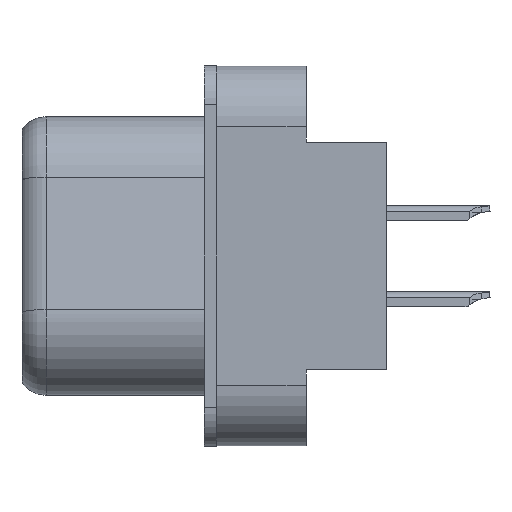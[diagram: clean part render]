
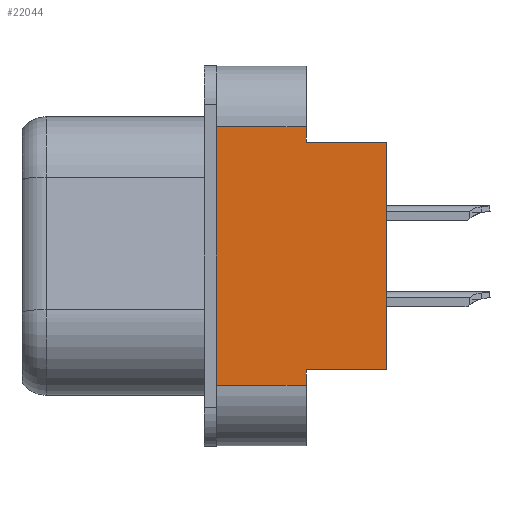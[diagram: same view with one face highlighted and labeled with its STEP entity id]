
A CAD part, left-side view. The second image highlights one B-rep face of the part: STEP entity #22044.
In plain terms, the highlighted planar face has unit normal (-1, 0, 0).
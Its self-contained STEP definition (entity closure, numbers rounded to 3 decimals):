
#4703=DIRECTION('',(0.,-1.,0.));
#4704=VECTOR('',#4703,2.65);
#4705=CARTESIAN_POINT('',(-15.4,2.65,-3.75));
#4706=LINE('',#4705,#4704);
#7869=DIRECTION('',(0.,0.,1.));
#7870=VECTOR('',#7869,8.5);
#7871=CARTESIAN_POINT('',(-15.4,5.6,-4.25));
#7872=LINE('',#7871,#7870);
#7873=DIRECTION('',(0.,0.,-1.));
#7874=VECTOR('',#7873,0.5);
#7875=CARTESIAN_POINT('',(-15.4,2.65,4.25));
#7876=LINE('',#7875,#7874);
#7877=DIRECTION('',(0.,-1.,0.));
#7878=VECTOR('',#7877,2.65);
#7879=CARTESIAN_POINT('',(-15.4,2.65,3.75));
#7880=LINE('',#7879,#7878);
#7881=DIRECTION('',(0.,0.,-1.));
#7882=VECTOR('',#7881,7.5);
#7883=CARTESIAN_POINT('',(-15.4,0.,3.75));
#7884=LINE('',#7883,#7882);
#7885=DIRECTION('',(0.,0.,-1.));
#7886=VECTOR('',#7885,0.5);
#7887=CARTESIAN_POINT('',(-15.4,2.65,-3.75));
#7888=LINE('',#7887,#7886);
#7898=DIRECTION('',(0.,1.,0.));
#7899=VECTOR('',#7898,2.95);
#7900=CARTESIAN_POINT('',(-15.4,2.65,4.25));
#7901=LINE('',#7900,#7899);
#8387=DIRECTION('',(0.,-1.,0.));
#8388=VECTOR('',#8387,2.95);
#8389=CARTESIAN_POINT('',(-15.4,5.6,-4.25));
#8390=LINE('',#8389,#8388);
#8565=CARTESIAN_POINT('',(-15.4,0.,-3.75));
#8566=VERTEX_POINT('',#8565);
#8567=CARTESIAN_POINT('',(-15.4,0.,3.75));
#8568=VERTEX_POINT('',#8567);
#8611=CARTESIAN_POINT('',(-15.4,2.65,3.75));
#8612=VERTEX_POINT('',#8611);
#8613=CARTESIAN_POINT('',(-15.4,2.65,4.25));
#8614=VERTEX_POINT('',#8613);
#8671=CARTESIAN_POINT('',(-15.4,2.65,-4.25));
#8672=VERTEX_POINT('',#8671);
#8673=CARTESIAN_POINT('',(-15.4,2.65,-3.75));
#8674=VERTEX_POINT('',#8673);
#9859=CARTESIAN_POINT('',(-15.4,5.6,-4.25));
#9860=VERTEX_POINT('',#9859);
#9861=CARTESIAN_POINT('',(-15.4,5.6,4.25));
#9862=VERTEX_POINT('',#9861);
#22024=CARTESIAN_POINT('',(-15.4,0.,-6.25));
#22025=DIRECTION('',(-1.,0.,0.));
#22026=DIRECTION('',(0.,0.,1.));
#22027=AXIS2_PLACEMENT_3D('',#22024,#22025,#22026);
#22028=PLANE('',#22027);
#22029=ORIENTED_EDGE('',*,*,#17509,.T.);
#22031=ORIENTED_EDGE('',*,*,#22030,.F.);
#22033=ORIENTED_EDGE('',*,*,#22032,.T.);
#22035=ORIENTED_EDGE('',*,*,#22034,.T.);
#22036=ORIENTED_EDGE('',*,*,#22004,.T.);
#22037=ORIENTED_EDGE('',*,*,#17396,.F.);
#22039=ORIENTED_EDGE('',*,*,#22038,.T.);
#22041=ORIENTED_EDGE('',*,*,#22040,.F.);
#22042=EDGE_LOOP('',(#22029,#22031,#22033,#22035,#22036,#22037,#22039,#22041));
#22043=FACE_OUTER_BOUND('',#22042,.F.);
#22044=ADVANCED_FACE('',(#22043),#22028,.T.);
#17396=EDGE_CURVE('',#8674,#8566,#4706,.T.);
#17509=EDGE_CURVE('',#9860,#9862,#7872,.T.);
#22004=EDGE_CURVE('',#8568,#8566,#7884,.T.);
#22030=EDGE_CURVE('',#8614,#9862,#7901,.T.);
#22032=EDGE_CURVE('',#8614,#8612,#7876,.T.);
#22034=EDGE_CURVE('',#8612,#8568,#7880,.T.);
#22038=EDGE_CURVE('',#8674,#8672,#7888,.T.);
#22040=EDGE_CURVE('',#9860,#8672,#8390,.T.);
